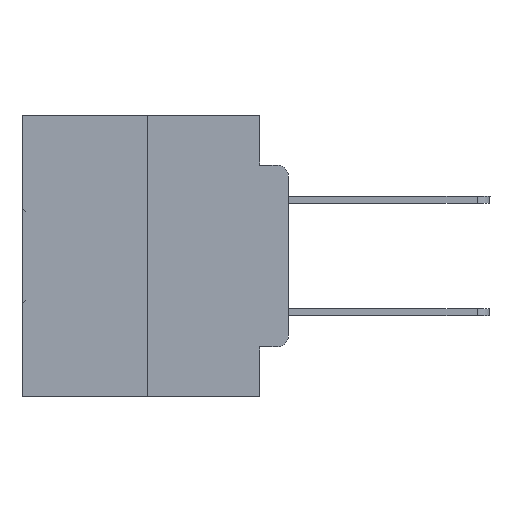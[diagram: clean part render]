
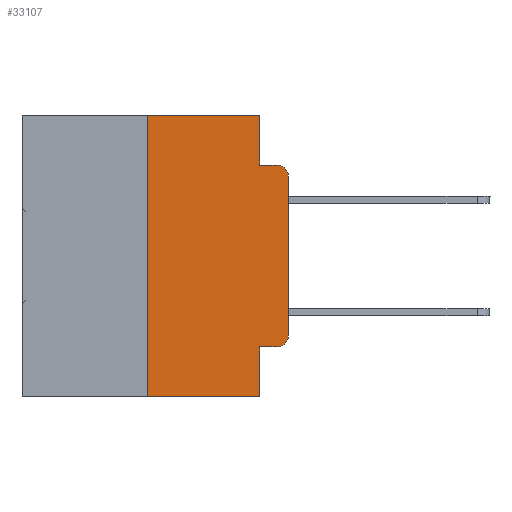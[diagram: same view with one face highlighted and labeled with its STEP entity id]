
A CAD part, left-side view. The second image highlights one B-rep face of the part: STEP entity #33107.
In plain terms, the highlighted planar face has unit normal (-1, 0, 0).
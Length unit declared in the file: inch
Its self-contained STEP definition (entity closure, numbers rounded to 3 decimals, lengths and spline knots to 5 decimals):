
#205 = DIRECTION ( 'NONE',  ( 0., 0., -1. ) ) ;
#319 = EDGE_CURVE ( 'NONE', #11576, #16315, #700, .T. ) ;
#415 = VERTEX_POINT ( 'NONE', #32212 ) ;
#592 = CARTESIAN_POINT ( 'NONE',  ( 0., 0.473, -0.5 ) ) ;
#700 = LINE ( 'NONE', #592, #21825 ) ;
#1146 = DIRECTION ( 'NONE',  ( -1., 0., 0. ) ) ;
#1685 = EDGE_CURVE ( 'NONE', #11576, #415, #2287, .T. ) ;
#1986 = CARTESIAN_POINT ( 'NONE',  ( 0., 0.02, -0.4115 ) ) ;
#2287 = LINE ( 'NONE', #14396, #23362 ) ;
#2886 = CARTESIAN_POINT ( 'NONE',  ( 0., 0.051, -0.0885 ) ) ;
#3232 = CIRCLE ( 'NONE', #23385, 0.02 ) ;
#3339 = ORIENTED_EDGE ( 'NONE', *, *, #3469, .F. ) ;
#3469 = EDGE_CURVE ( 'NONE', #6146, #8842, #24832, .T. ) ;
#5705 = LINE ( 'NONE', #10960, #32518 ) ;
#5941 = EDGE_LOOP ( 'NONE', ( #28312, #22674, #5945, #3339, #23080, #15548, #24190, #16834, #9064, #9432 ) ) ;
#5945 = ORIENTED_EDGE ( 'NONE', *, *, #7133, .F. ) ;
#5987 = VERTEX_POINT ( 'NONE', #30559 ) ;
#6146 = VERTEX_POINT ( 'NONE', #7844 ) ;
#6296 = FACE_OUTER_BOUND ( 'NONE', #5941, .T. ) ;
#6738 = VECTOR ( 'NONE', #14496, 39.37008 ) ;
#7133 = EDGE_CURVE ( 'NONE', #8842, #8287, #21507, .T. ) ;
#7844 = CARTESIAN_POINT ( 'NONE',  ( 0., 0.051, 0. ) ) ;
#8170 = CARTESIAN_POINT ( 'NONE',  ( 0., 0.051, -0.5 ) ) ;
#8287 = VERTEX_POINT ( 'NONE', #27044 ) ;
#8842 = VERTEX_POINT ( 'NONE', #2886 ) ;
#8894 = EDGE_CURVE ( 'NONE', #18352, #8287, #3232, .T. ) ;
#9064 = ORIENTED_EDGE ( 'NONE', *, *, #30426, .T. ) ;
#9154 = CARTESIAN_POINT ( 'NONE',  ( 0., 0.051, -0.0885 ) ) ;
#9432 = ORIENTED_EDGE ( 'NONE', *, *, #28726, .T. ) ;
#9995 = VECTOR ( 'NONE', #23340, 39.37008 ) ;
#10133 = VECTOR ( 'NONE', #26741, 39.37008 ) ;
#10640 = EDGE_CURVE ( 'NONE', #20596, #18352, #5705, .T. ) ;
#10960 = CARTESIAN_POINT ( 'NONE',  ( 0., 0., 0. ) ) ;
#10974 = VERTEX_POINT ( 'NONE', #1986 ) ;
#11078 = DIRECTION ( 'NONE',  ( 0., 0., -1. ) ) ;
#11292 = DIRECTION ( 'NONE',  ( -1., 0., 0. ) ) ;
#11576 = VERTEX_POINT ( 'NONE', #25438 ) ;
#12854 = LINE ( 'NONE', #29149, #18986 ) ;
#13977 = VECTOR ( 'NONE', #31392, 39.37008 ) ;
#14396 = CARTESIAN_POINT ( 'NONE',  ( 0., 0.25, 0. ) ) ;
#14496 = DIRECTION ( 'NONE',  ( 0., -1., 0. ) ) ;
#15548 = ORIENTED_EDGE ( 'NONE', *, *, #1685, .F. ) ;
#16246 = DIRECTION ( 'NONE',  ( 1., 0., 0. ) ) ;
#16315 = VERTEX_POINT ( 'NONE', #8170 ) ;
#16834 = ORIENTED_EDGE ( 'NONE', *, *, #33842, .F. ) ;
#17113 = CARTESIAN_POINT ( 'NONE',  ( 0., 0.02, -0.3915 ) ) ;
#18152 = AXIS2_PLACEMENT_3D ( 'NONE', #31624, #16246, #205 ) ;
#18352 = VERTEX_POINT ( 'NONE', #28338 ) ;
#18986 = VECTOR ( 'NONE', #11078, 39.37008 ) ;
#19714 = DIRECTION ( 'NONE',  ( 0., 0., -1. ) ) ;
#20596 = VERTEX_POINT ( 'NONE', #26028 ) ;
#21305 = CARTESIAN_POINT ( 'NONE',  ( 0., 0.051, -0.4115 ) ) ;
#21507 = LINE ( 'NONE', #9154, #6738 ) ;
#21825 = VECTOR ( 'NONE', #26527, 39.37008 ) ;
#22159 = AXIS2_PLACEMENT_3D ( 'NONE', #17113, #1146, #19714 ) ;
#22303 = LINE ( 'NONE', #33598, #9995 ) ;
#22674 = ORIENTED_EDGE ( 'NONE', *, *, #8894, .T. ) ;
#23080 = ORIENTED_EDGE ( 'NONE', *, *, #27261, .F. ) ;
#23340 = DIRECTION ( 'NONE',  ( 0., -1., 0. ) ) ;
#23362 = VECTOR ( 'NONE', #29831, 39.37008 ) ;
#23385 = AXIS2_PLACEMENT_3D ( 'NONE', #26891, #11292, #29448 ) ;
#23919 = PLANE ( 'NONE',  #18152 ) ;
#24155 = CARTESIAN_POINT ( 'NONE',  ( 0., 0.051, 0. ) ) ;
#24190 = ORIENTED_EDGE ( 'NONE', *, *, #319, .T. ) ;
#24832 = LINE ( 'NONE', #24155, #10133 ) ;
#24995 = CIRCLE ( 'NONE', #22159, 0.02 ) ;
#25438 = CARTESIAN_POINT ( 'NONE',  ( 0., 0.25, -0.5 ) ) ;
#26028 = CARTESIAN_POINT ( 'NONE',  ( 0., 0., -0.3915 ) ) ;
#26527 = DIRECTION ( 'NONE',  ( 0., -1., 0. ) ) ;
#26741 = DIRECTION ( 'NONE',  ( 0., 0., -1. ) ) ;
#26891 = CARTESIAN_POINT ( 'NONE',  ( 0., 0.02, -0.1085 ) ) ;
#27044 = CARTESIAN_POINT ( 'NONE',  ( 0., 0.02, -0.0885 ) ) ;
#27261 = EDGE_CURVE ( 'NONE', #415, #6146, #22303, .T. ) ;
#27762 = LINE ( 'NONE', #21305, #13977 ) ;
#28312 = ORIENTED_EDGE ( 'NONE', *, *, #10640, .T. ) ;
#28338 = CARTESIAN_POINT ( 'NONE',  ( 0., 0., -0.1085 ) ) ;
#28726 = EDGE_CURVE ( 'NONE', #10974, #20596, #24995, .T. ) ;
#29149 = CARTESIAN_POINT ( 'NONE',  ( 0., 0.051, 0. ) ) ;
#29247 = DIRECTION ( 'NONE',  ( 0., 0., 1. ) ) ;
#29448 = DIRECTION ( 'NONE',  ( 0., 0., -1. ) ) ;
#29831 = DIRECTION ( 'NONE',  ( 0., 0., 1. ) ) ;
#30426 = EDGE_CURVE ( 'NONE', #5987, #10974, #27762, .T. ) ;
#30559 = CARTESIAN_POINT ( 'NONE',  ( 0., 0.051, -0.4115 ) ) ;
#31392 = DIRECTION ( 'NONE',  ( 0., -1., 0. ) ) ;
#31624 = CARTESIAN_POINT ( 'NONE',  ( 0., 0.473, 0. ) ) ;
#32212 = CARTESIAN_POINT ( 'NONE',  ( 0., 0.25, 0. ) ) ;
#32518 = VECTOR ( 'NONE', #29247, 39.37008 ) ;
#33107 = ADVANCED_FACE ( 'NONE', ( #6296 ), #23919, .F. ) ;
#33598 = CARTESIAN_POINT ( 'NONE',  ( 0., 0.473, 0. ) ) ;
#33842 = EDGE_CURVE ( 'NONE', #5987, #16315, #12854, .T. ) ;
